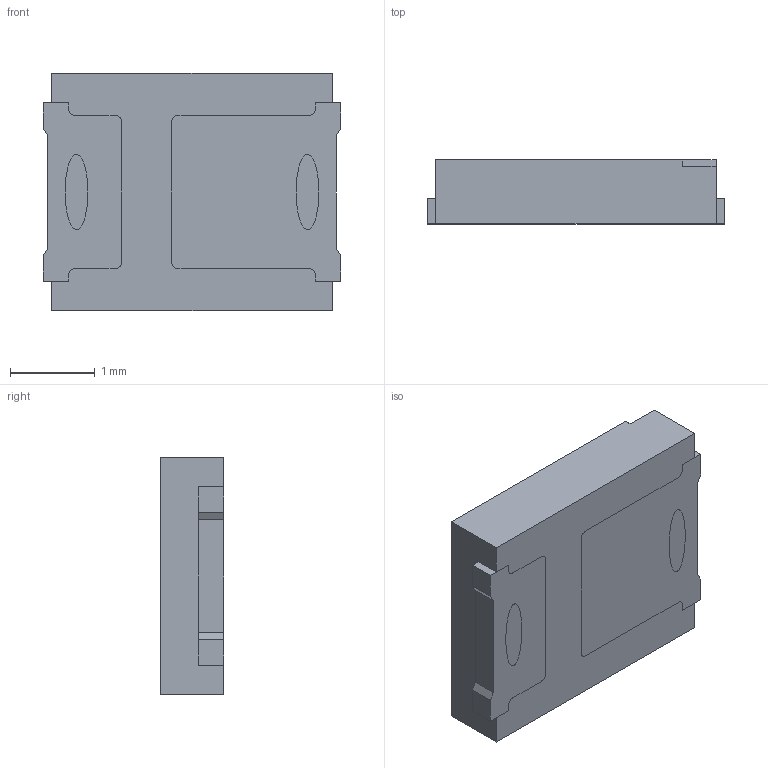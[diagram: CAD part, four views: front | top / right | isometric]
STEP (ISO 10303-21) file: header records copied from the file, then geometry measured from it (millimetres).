
FILE_DESCRIPTION (( 'STEP AP214' ), '1' );
FILE_NAME ('OF-SMD2835Y.STEP', '2020-03-31T08:32:33', ( '' ), ( '' ), 'SwSTEP 2.0', 'SolidWorks 2017', '' );
FILE_SCHEMA (( 'AUTOMOTIVE_DESIGN' ));
Length unit declared in the file: millimetre
Products named in the file (1): OF-SMD2835Y
Bounding box: 3.5 x 0.75 x 2.8 mm (x, y, z)
Volume: 7 mm3; surface area: 60.8 mm2
Topology: 4 solids, 4 shells, 97 faces, 258 edges, 172 vertices
Faces by surface type: plane 73, cylinder 16, bspline 8
Entity records: 3077 total; most frequent: CARTESIAN_POINT 632, ORIENTED_EDGE 516, DIRECTION 454, EDGE_CURVE 258, VECTOR 210, LINE 210, VERTEX_POINT 172, AXIS2_PLACEMENT_3D 122
